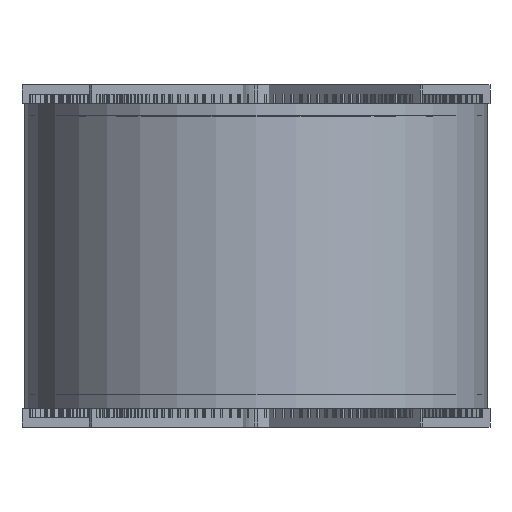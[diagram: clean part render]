
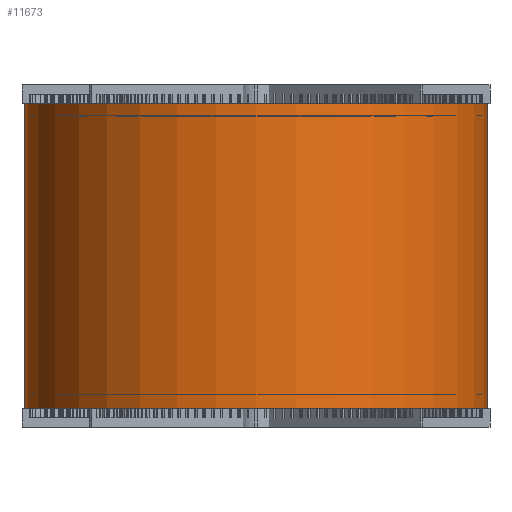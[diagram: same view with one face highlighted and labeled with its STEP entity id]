
A CAD part, left-side view. The second image highlights one B-rep face of the part: STEP entity #11673.
In plain terms, the highlighted cylindrical face has radius 930.795 mm (diameter 1861.59 mm), a full revolution.
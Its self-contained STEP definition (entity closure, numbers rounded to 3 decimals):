
#11673 = ADVANCED_FACE('',(#11674),#11687,.T.);
#11674 = FACE_BOUND('',#11675,.T.);
#11675 = EDGE_LOOP('',(#11676,#11710,#11733,#11760));
#11676 = ORIENTED_EDGE('',*,*,#11677,.F.);
#11677 = EDGE_CURVE('',#11678,#11678,#11680,.T.);
#11678 = VERTEX_POINT('',#11679);
#11679 = CARTESIAN_POINT('',(930.795,0.,
    1224.1));
#11680 = SURFACE_CURVE('',#11681,(#11686,#11698),.PCURVE_S1.);
#11681 = CIRCLE('',#11682,930.795);
#11682 = AXIS2_PLACEMENT_3D('',#11683,#11684,#11685);
#11683 = CARTESIAN_POINT('',(0.,0.,1224.1));
#11684 = DIRECTION('',(0.,0.,1.));
#11685 = DIRECTION('',(1.,0.,-0.));
#11686 = PCURVE('',#11687,#11692);
#11687 = CYLINDRICAL_SURFACE('',#11688,930.795);
#11688 = AXIS2_PLACEMENT_3D('',#11689,#11690,#11691);
#11689 = CARTESIAN_POINT('',(0.,0.,0.));
#11690 = DIRECTION('',(0.,0.,1.));
#11691 = DIRECTION('',(1.,0.,-0.));
#11692 = DEFINITIONAL_REPRESENTATION('',(#11693),#11697);
#11693 = LINE('',#11694,#11695);
#11694 = CARTESIAN_POINT('',(0.,1224.1));
#11695 = VECTOR('',#11696,1.);
#11696 = DIRECTION('',(1.,0.));
#11697 = ( GEOMETRIC_REPRESENTATION_CONTEXT(2) 
PARAMETRIC_REPRESENTATION_CONTEXT() REPRESENTATION_CONTEXT('2D SPACE',''
  ) );
#11698 = PCURVE('',#11699,#11704);
#11699 = PLANE('',#11700);
#11700 = AXIS2_PLACEMENT_3D('',#11701,#11702,#11703);
#11701 = CARTESIAN_POINT('',(0.,0.,1224.1));
#11702 = DIRECTION('',(0.,0.,1.));
#11703 = DIRECTION('',(1.,0.,-0.));
#11704 = DEFINITIONAL_REPRESENTATION('',(#11705),#11709);
#11705 = CIRCLE('',#11706,930.795);
#11706 = AXIS2_PLACEMENT_2D('',#11707,#11708);
#11707 = CARTESIAN_POINT('',(0.,0.));
#11708 = DIRECTION('',(1.,0.));
#11709 = ( GEOMETRIC_REPRESENTATION_CONTEXT(2) 
PARAMETRIC_REPRESENTATION_CONTEXT() REPRESENTATION_CONTEXT('2D SPACE',''
  ) );
#11710 = ORIENTED_EDGE('',*,*,#11711,.F.);
#11711 = EDGE_CURVE('',#11712,#11678,#11714,.T.);
#11712 = VERTEX_POINT('',#11713);
#11713 = CARTESIAN_POINT('',(930.795,0.,0.));
#11714 = SEAM_CURVE('',#11715,(#11719,#11726),.PCURVE_S1.);
#11715 = LINE('',#11716,#11717);
#11716 = CARTESIAN_POINT('',(930.795,0.,0.));
#11717 = VECTOR('',#11718,1.);
#11718 = DIRECTION('',(0.,0.,1.));
#11719 = PCURVE('',#11687,#11720);
#11720 = DEFINITIONAL_REPRESENTATION('',(#11721),#11725);
#11721 = LINE('',#11722,#11723);
#11722 = CARTESIAN_POINT('',(6.283,-0.));
#11723 = VECTOR('',#11724,1.);
#11724 = DIRECTION('',(0.,1.));
#11725 = ( GEOMETRIC_REPRESENTATION_CONTEXT(2) 
PARAMETRIC_REPRESENTATION_CONTEXT() REPRESENTATION_CONTEXT('2D SPACE',''
  ) );
#11726 = PCURVE('',#11687,#11727);
#11727 = DEFINITIONAL_REPRESENTATION('',(#11728),#11732);
#11728 = LINE('',#11729,#11730);
#11729 = CARTESIAN_POINT('',(0.,-0.));
#11730 = VECTOR('',#11731,1.);
#11731 = DIRECTION('',(0.,1.));
#11732 = ( GEOMETRIC_REPRESENTATION_CONTEXT(2) 
PARAMETRIC_REPRESENTATION_CONTEXT() REPRESENTATION_CONTEXT('2D SPACE',''
  ) );
#11733 = ORIENTED_EDGE('',*,*,#11734,.T.);
#11734 = EDGE_CURVE('',#11712,#11712,#11735,.T.);
#11735 = SURFACE_CURVE('',#11736,(#11741,#11748),.PCURVE_S1.);
#11736 = CIRCLE('',#11737,930.795);
#11737 = AXIS2_PLACEMENT_3D('',#11738,#11739,#11740);
#11738 = CARTESIAN_POINT('',(0.,0.,0.));
#11739 = DIRECTION('',(0.,0.,1.));
#11740 = DIRECTION('',(1.,0.,-0.));
#11741 = PCURVE('',#11687,#11742);
#11742 = DEFINITIONAL_REPRESENTATION('',(#11743),#11747);
#11743 = LINE('',#11744,#11745);
#11744 = CARTESIAN_POINT('',(0.,0.));
#11745 = VECTOR('',#11746,1.);
#11746 = DIRECTION('',(1.,0.));
#11747 = ( GEOMETRIC_REPRESENTATION_CONTEXT(2) 
PARAMETRIC_REPRESENTATION_CONTEXT() REPRESENTATION_CONTEXT('2D SPACE',''
  ) );
#11748 = PCURVE('',#11749,#11754);
#11749 = PLANE('',#11750);
#11750 = AXIS2_PLACEMENT_3D('',#11751,#11752,#11753);
#11751 = CARTESIAN_POINT('',(0.,0.,0.));
#11752 = DIRECTION('',(0.,0.,1.));
#11753 = DIRECTION('',(1.,0.,-0.));
#11754 = DEFINITIONAL_REPRESENTATION('',(#11755),#11759);
#11755 = CIRCLE('',#11756,930.795);
#11756 = AXIS2_PLACEMENT_2D('',#11757,#11758);
#11757 = CARTESIAN_POINT('',(0.,0.));
#11758 = DIRECTION('',(1.,0.));
#11759 = ( GEOMETRIC_REPRESENTATION_CONTEXT(2) 
PARAMETRIC_REPRESENTATION_CONTEXT() REPRESENTATION_CONTEXT('2D SPACE',''
  ) );
#11760 = ORIENTED_EDGE('',*,*,#11711,.T.);
